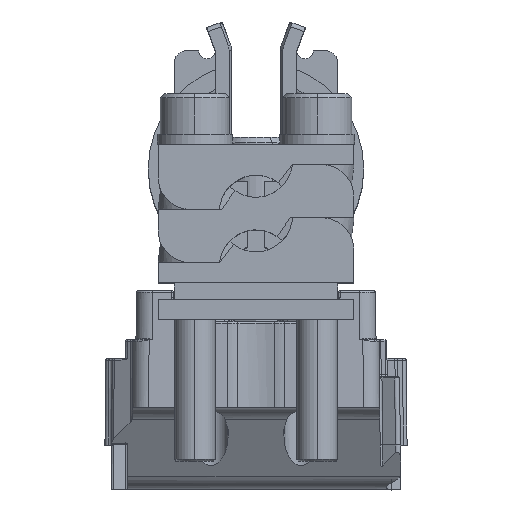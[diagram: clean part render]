
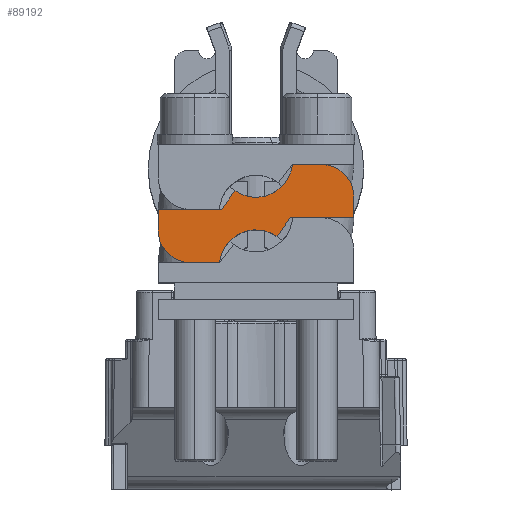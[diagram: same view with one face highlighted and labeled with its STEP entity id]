
A CAD part, top view. The second image highlights one B-rep face of the part: STEP entity #89192.
In plain terms, the highlighted face is planar.
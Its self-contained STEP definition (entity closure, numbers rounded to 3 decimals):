
#88107=CARTESIAN_POINT('',(-8.,2.,-7.5));
#88108=DIRECTION('',(0.,0.,1.));
#88109=DIRECTION('',(0.,1.,0.));
#88110=AXIS2_PLACEMENT_3D('',#88107,#88108,#88109);
#88115=DIRECTION('',(0.,-1.,0.));
#88116=VECTOR('',#88115,2.5);
#88117=CARTESIAN_POINT('',(-12.,2.,-7.5));
#88118=LINE('',#88117,#88116);
#88122=DIRECTION('',(0.574,-0.819,0.));
#88123=VECTOR('',#88122,2.825);
#88124=CARTESIAN_POINT('',(-4.201,-0.5,-7.5));
#88125=LINE('',#88124,#88123);
#88129=CARTESIAN_POINT('',(0.,-6.5,-7.5));
#88130=DIRECTION('',(0.,0.,-1.));
#88131=DIRECTION('',(-0.574,0.819,0.));
#88132=AXIS2_PLACEMENT_3D('',#88129,#88130,#88131);
#88137=CARTESIAN_POINT('',(8.,-2.,-7.5));
#88138=DIRECTION('',(0.,0.,1.));
#88139=DIRECTION('',(0.,-1.,0.));
#88140=AXIS2_PLACEMENT_3D('',#88137,#88138,#88139);
#88145=DIRECTION('',(0.,1.,0.));
#88146=VECTOR('',#88145,2.5);
#88147=CARTESIAN_POINT('',(12.,-2.,-7.5));
#88148=LINE('',#88147,#88146);
#88152=DIRECTION('',(-1.,0.,0.));
#88153=VECTOR('',#88152,7.799);
#88154=CARTESIAN_POINT('',(12.,0.5,-7.5));
#88155=LINE('',#88154,#88153);
#88159=DIRECTION('',(-0.574,0.819,0.));
#88160=VECTOR('',#88159,2.825);
#88161=CARTESIAN_POINT('',(4.201,0.5,-7.5));
#88162=LINE('',#88161,#88160);
#88166=CARTESIAN_POINT('',(0.,6.5,-7.5));
#88167=DIRECTION('',(0.,0.,-1.));
#88168=DIRECTION('',(0.574,-0.819,0.));
#88169=AXIS2_PLACEMENT_3D('',#88166,#88167,#88168);
#88174=DIRECTION('',(-1.,0.,0.));
#88175=VECTOR('',#88174,3.528);
#88176=CARTESIAN_POINT('',(-4.472,6.,-7.5));
#88177=LINE('',#88176,#88175);
#88188=DIRECTION('',(-1.,0.,0.));
#88189=VECTOR('',#88188,7.799);
#88190=CARTESIAN_POINT('',(-4.201,-0.5,-7.5));
#88191=LINE('',#88190,#88189);
#88632=DIRECTION('',(-1.,0.,0.));
#88633=VECTOR('',#88632,3.528);
#88634=CARTESIAN_POINT('',(8.,-6.,-7.5));
#88635=LINE('',#88634,#88633);
#88840=CARTESIAN_POINT('',(-12.,2.,-7.5));
#88842=VERTEX_POINT('',#88840);
#88847=CARTESIAN_POINT('',(-12.,-0.5,-7.5));
#88848=VERTEX_POINT('',#88847);
#88851=CARTESIAN_POINT('',(-8.,6.,-7.5));
#88852=VERTEX_POINT('',#88851);
#88859=CARTESIAN_POINT('',(-4.472,6.,-7.5));
#88860=VERTEX_POINT('',#88859);
#88861=CARTESIAN_POINT('',(-4.201,-0.5,-7.5));
#88862=VERTEX_POINT('',#88861);
#88863=CARTESIAN_POINT('',(-2.581,-2.814,-7.5));
#88864=VERTEX_POINT('',#88863);
#88865=CARTESIAN_POINT('',(4.472,-6.,-7.5));
#88866=VERTEX_POINT('',#88865);
#88867=CARTESIAN_POINT('',(8.,-6.,-7.5));
#88868=VERTEX_POINT('',#88867);
#88869=CARTESIAN_POINT('',(12.,-2.,-7.5));
#88870=VERTEX_POINT('',#88869);
#88871=CARTESIAN_POINT('',(12.,0.5,-7.5));
#88872=VERTEX_POINT('',#88871);
#88873=CARTESIAN_POINT('',(4.201,0.5,-7.5));
#88874=VERTEX_POINT('',#88873);
#88875=CARTESIAN_POINT('',(2.581,2.814,-7.5));
#88876=VERTEX_POINT('',#88875);
#89164=CARTESIAN_POINT('',(12.,-0.5,-7.5));
#89165=DIRECTION('',(0.,0.,-1.));
#89166=DIRECTION('',(-1.,0.,0.));
#89167=AXIS2_PLACEMENT_3D('',#89164,#89165,#89166);
#89168=PLANE('',#89167);
#89169=ORIENTED_EDGE('',*,*,#89104,.T.);
#89170=ORIENTED_EDGE('',*,*,#89084,.T.);
#89172=ORIENTED_EDGE('',*,*,#89171,.F.);
#89174=ORIENTED_EDGE('',*,*,#89173,.T.);
#89176=ORIENTED_EDGE('',*,*,#89175,.T.);
#89178=ORIENTED_EDGE('',*,*,#89177,.F.);
#89180=ORIENTED_EDGE('',*,*,#89179,.T.);
#89182=ORIENTED_EDGE('',*,*,#89181,.T.);
#89184=ORIENTED_EDGE('',*,*,#89183,.T.);
#89186=ORIENTED_EDGE('',*,*,#89185,.T.);
#89188=ORIENTED_EDGE('',*,*,#89187,.T.);
#89189=ORIENTED_EDGE('',*,*,#89149,.T.);
#89190=EDGE_LOOP('',(#89169,#89170,#89172,#89174,#89176,#89178,#89180,#89182,
#89184,#89186,#89188,#89189));
#89191=FACE_OUTER_BOUND('',#89190,.F.);
#88111=CIRCLE('',#88110,4.);
#88133=CIRCLE('',#88132,4.5);
#88141=CIRCLE('',#88140,4.);
#88170=CIRCLE('',#88169,4.5);
#89084=EDGE_CURVE('',#88842,#88848,#88118,.T.);
#89104=EDGE_CURVE('',#88852,#88842,#88111,.T.);
#89149=EDGE_CURVE('',#88860,#88852,#88177,.T.);
#89171=EDGE_CURVE('',#88862,#88848,#88191,.T.);
#89173=EDGE_CURVE('',#88862,#88864,#88125,.T.);
#89175=EDGE_CURVE('',#88864,#88866,#88133,.T.);
#89177=EDGE_CURVE('',#88868,#88866,#88635,.T.);
#89179=EDGE_CURVE('',#88868,#88870,#88141,.T.);
#89181=EDGE_CURVE('',#88870,#88872,#88148,.T.);
#89183=EDGE_CURVE('',#88872,#88874,#88155,.T.);
#89185=EDGE_CURVE('',#88874,#88876,#88162,.T.);
#89187=EDGE_CURVE('',#88876,#88860,#88170,.T.);
#89192=ADVANCED_FACE('',(#89191),#89168,.T.);
